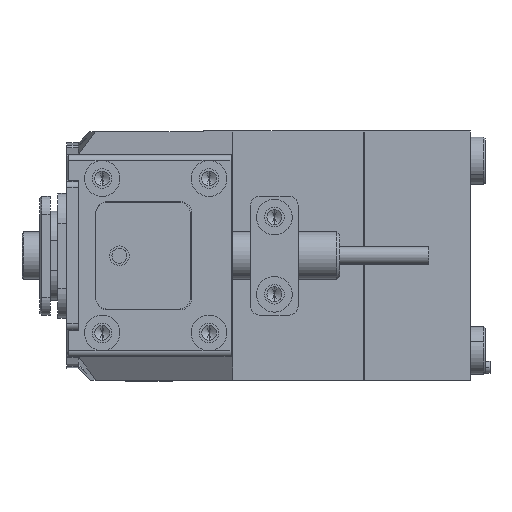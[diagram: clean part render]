
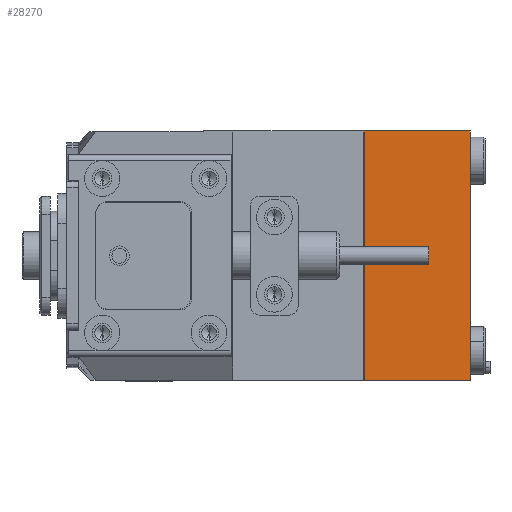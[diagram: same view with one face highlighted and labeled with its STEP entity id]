
A CAD part, left-side view. The second image highlights one B-rep face of the part: STEP entity #28270.
In plain terms, the highlighted planar face has unit normal (-1, 0, 0).
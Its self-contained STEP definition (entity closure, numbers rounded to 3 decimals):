
#4108 = CARTESIAN_POINT ( 'NONE',  ( -31.5, 17.9, -21. ) ) ;
#4182 = VECTOR ( 'NONE', #16296, 1000. ) ;
#6048 = CARTESIAN_POINT ( 'NONE',  ( -31.5, 0., 21. ) ) ;
#6378 = CARTESIAN_POINT ( 'NONE',  ( -31.5, 0., -21. ) ) ;
#9702 = DIRECTION ( 'NONE',  ( 0., -1., 0. ) ) ;
#10948 = EDGE_LOOP ( 'NONE', ( #39652, #38939, #27287, #18337 ) ) ;
#13022 = PLANE ( 'NONE',  #30266 ) ;
#13419 = VERTEX_POINT ( 'NONE', #37854 ) ;
#15350 = EDGE_CURVE ( 'NONE', #42493, #13419, #27246, .T. ) ;
#15469 = VERTEX_POINT ( 'NONE', #6048 ) ;
#15776 = DIRECTION ( 'NONE',  ( 0., 0., 1. ) ) ;
#16296 = DIRECTION ( 'NONE',  ( 0., 0., 1. ) ) ;
#17283 = LINE ( 'NONE', #28479, #26183 ) ;
#18337 = ORIENTED_EDGE ( 'NONE', *, *, #20191, .F. ) ;
#20191 = EDGE_CURVE ( 'NONE', #13419, #15469, #40538, .T. ) ;
#23601 = DIRECTION ( 'NONE',  ( 0., 0., -1. ) ) ;
#26183 = VECTOR ( 'NONE', #9702, 1000. ) ;
#27246 = LINE ( 'NONE', #38363, #43101 ) ;
#27287 = ORIENTED_EDGE ( 'NONE', *, *, #39823, .T. ) ;
#28270 = ADVANCED_FACE ( 'NONE', ( #28339 ), #13022, .F. ) ;
#28339 = FACE_OUTER_BOUND ( 'NONE', #10948, .T. ) ;
#28479 = CARTESIAN_POINT ( 'NONE',  ( -31.5, 24.2, -21. ) ) ;
#30266 = AXIS2_PLACEMENT_3D ( 'NONE', #39368, #46087, #23601 ) ;
#30569 = VECTOR ( 'NONE', #31384, 1000. ) ;
#31384 = DIRECTION ( 'NONE',  ( 0., -1., 0. ) ) ;
#31984 = CARTESIAN_POINT ( 'NONE',  ( -31.5, 0., 21. ) ) ;
#34358 = LINE ( 'NONE', #31984, #4182 ) ;
#37097 = EDGE_CURVE ( 'NONE', #42493, #37102, #17283, .T. ) ;
#37102 = VERTEX_POINT ( 'NONE', #6378 ) ;
#37854 = CARTESIAN_POINT ( 'NONE',  ( -31.5, 17.9, 21. ) ) ;
#38363 = CARTESIAN_POINT ( 'NONE',  ( -31.5, 17.9, -21. ) ) ;
#38939 = ORIENTED_EDGE ( 'NONE', *, *, #37097, .T. ) ;
#39115 = CARTESIAN_POINT ( 'NONE',  ( -31.5, 24.2, 21. ) ) ;
#39368 = CARTESIAN_POINT ( 'NONE',  ( -31.5, 24.2, 21. ) ) ;
#39652 = ORIENTED_EDGE ( 'NONE', *, *, #15350, .F. ) ;
#39823 = EDGE_CURVE ( 'NONE', #37102, #15469, #34358, .T. ) ;
#40538 = LINE ( 'NONE', #39115, #30569 ) ;
#42493 = VERTEX_POINT ( 'NONE', #4108 ) ;
#43101 = VECTOR ( 'NONE', #15776, 1000. ) ;
#46087 = DIRECTION ( 'NONE',  ( 1., 0., 0. ) ) ;
